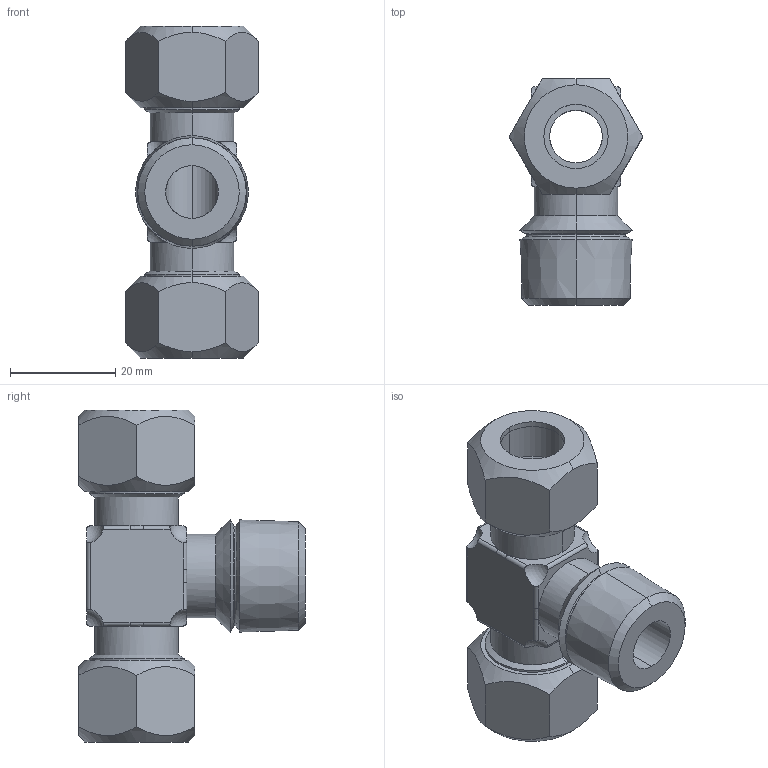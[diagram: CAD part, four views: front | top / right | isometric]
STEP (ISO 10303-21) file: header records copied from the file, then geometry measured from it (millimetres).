
FILE_DESCRIPTION (( 'STEP AP203' ), '1' );
FILE_NAME ('11-1326-08_outokumpu.step', '2015-08-10T12:09:40', ( '' ), ( '' ), 'SwSTEP 2.0', 'SolidWorks 2008', '' );
FILE_SCHEMA (( 'CONFIG_CONTROL_DESIGN' ));
Length unit declared in the file: millimetre
Products named in the file (4): nipple-13-666-438_outokumpu_nipple-13-666-438_outokumpu; nut-13-222-005_outokumpu_nut-13-222-005_outokumpu; 11-1326-08_outokumpu; bite-ring-13-111-006_outokumpu_bite-ring-13-111-006_outokumpu
Assembly tree (5 placements, depth 2):
  11-1326-08_outokumpu
    nipple-13-666-438_outokumpu_nipple-13-666-438_outokumpu
    bite-ring-13-111-006_outokumpu_bite-ring-13-111-006_outokumpu  x2
    nut-13-222-005_outokumpu_nut-13-222-005_outokumpu  x2
Bounding box: 25.4 x 43 x 63 mm (x, y, z)
Volume: 18500 mm3; surface area: 13470.5 mm2
Topology: 5 solids, 5 shells, 150 faces, 355 edges, 216 vertices
Faces by surface type: cylinder 56, cone 42, plane 34, sphere 8, bspline 6, torus 4
Entity records: 4314 total; most frequent: CARTESIAN_POINT 1068, DIRECTION 615, ORIENTED_EDGE 574, EDGE_CURVE 287, AXIS2_PLACEMENT_3D 256, VERTEX_POINT 174, CIRCLE 134, EDGE_LOOP 129
